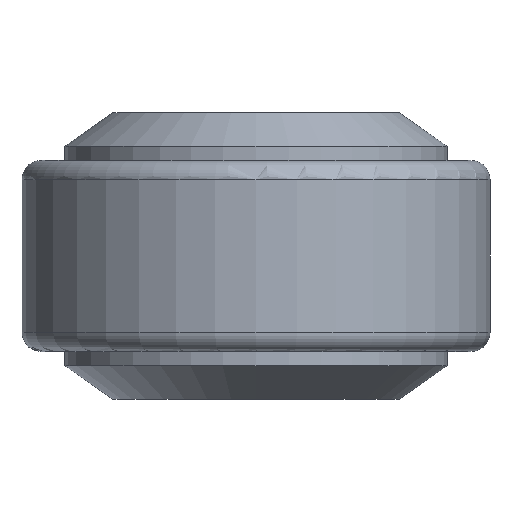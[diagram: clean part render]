
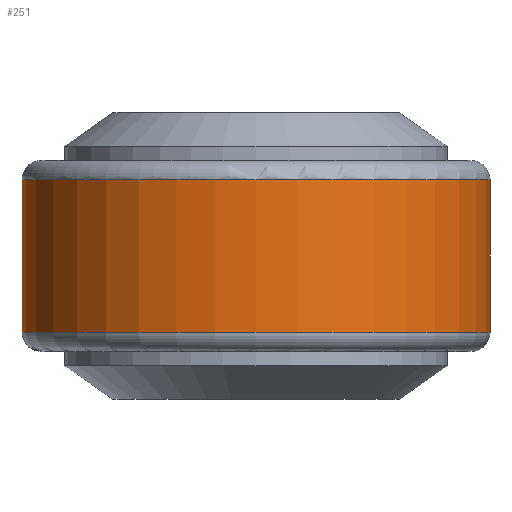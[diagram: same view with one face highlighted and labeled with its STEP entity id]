
A CAD part, front view. The second image highlights one B-rep face of the part: STEP entity #251.
In plain terms, the highlighted cylindrical face has radius 24.5 mm (diameter 49 mm), a full revolution.
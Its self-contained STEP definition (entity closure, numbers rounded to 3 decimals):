
#151=CARTESIAN_POINT('',(24.5,0.,18.));
#152=VERTEX_POINT('',#151);
#153=CARTESIAN_POINT('',(-7.571,23.301,18.));
#154=VERTEX_POINT('',#153);
#155=CARTESIAN_POINT('',(0.,0.,18.));
#156=DIRECTION('',(1.,0.,0.));
#157=DIRECTION('',(0.,0.,1.));
#158=AXIS2_PLACEMENT_3D('',#155,#157,#156);
#159=CIRCLE('',#158,24.5);
#160=EDGE_CURVE('',#152,#154,#159,.T.);
#188=CARTESIAN_POINT('',(-24.5,0.,18.));
#189=VERTEX_POINT('',#188);
#190=CARTESIAN_POINT('',(0.,0.,18.));
#191=DIRECTION('',(-0.309,0.951,0.));
#192=DIRECTION('',(0.,0.,1.));
#193=AXIS2_PLACEMENT_3D('',#190,#192,#191);
#194=CIRCLE('',#193,24.5);
#195=EDGE_CURVE('',#154,#189,#194,.T.);
#197=CARTESIAN_POINT('',(0.,0.,18.));
#198=DIRECTION('',(-1.,0.,0.));
#199=DIRECTION('',(0.,0.,1.));
#200=AXIS2_PLACEMENT_3D('',#197,#199,#198);
#201=CIRCLE('',#200,24.5);
#202=EDGE_CURVE('',#189,#152,#201,.T.);
#207=CARTESIAN_POINT('',(0.,0.,2.));
#208=DIRECTION('',(-1.,0.,0.));
#209=DIRECTION('',(0.,0.,1.));
#210=AXIS2_PLACEMENT_3D('',#207,#209,#208);
#211=CYLINDRICAL_SURFACE('',#210,24.5);
#212=CARTESIAN_POINT('',(24.5,0.,2.));
#213=VERTEX_POINT('',#212);
#214=CARTESIAN_POINT('',(7.571,23.301,2.));
#215=VERTEX_POINT('',#214);
#216=CARTESIAN_POINT('',(0.,0.,2.));
#217=DIRECTION('',(1.,0.,0.));
#218=DIRECTION('',(0.,0.,1.));
#219=AXIS2_PLACEMENT_3D('',#216,#218,#217);
#220=CIRCLE('',#219,24.5);
#221=EDGE_CURVE('',#213,#215,#220,.T.);
#222=ORIENTED_EDGE('E19',*,*,#221,.T.);
#223=CARTESIAN_POINT('',(-24.5,0.,2.));
#224=VERTEX_POINT('',#223);
#225=CARTESIAN_POINT('',(0.,0.,2.));
#226=DIRECTION('',(0.309,0.951,0.));
#227=DIRECTION('',(0.,0.,1.));
#228=AXIS2_PLACEMENT_3D('',#225,#227,#226);
#229=CIRCLE('',#228,24.5);
#230=EDGE_CURVE('',#215,#224,#229,.T.);
#231=ORIENTED_EDGE('E20',*,*,#230,.T.);
#232=CARTESIAN_POINT('',(-24.5,0.,2.));
#233=DIRECTION('',(0.,0.,1.));
#234=VECTOR('',#233,16.);
#235=LINE('',#232,#234);
#236=EDGE_CURVE('',#224,#189,#235,.T.);
#237=ORIENTED_EDGE('E21',*,*,#236,.T.);
#238=ORIENTED_EDGE('E21',*,*,#195,.F.);
#239=ORIENTED_EDGE('E21',*,*,#160,.F.);
#240=ORIENTED_EDGE('E21',*,*,#202,.F.);
#241=ORIENTED_EDGE('E21',*,*,#236,.F.);
#242=CARTESIAN_POINT('',(0.,0.,2.));
#243=DIRECTION('',(-1.,0.,0.));
#244=DIRECTION('',(-0.,0.,1.));
#245=AXIS2_PLACEMENT_3D('',#242,#244,#243);
#246=CIRCLE('',#245,24.5);
#247=EDGE_CURVE('',#224,#213,#246,.T.);
#248=ORIENTED_EDGE('E22',*,*,#247,.T.);
#249=EDGE_LOOP('',(#222,#231,#237,#238,#239,#240,#241,#248));
#250=FACE_OUTER_BOUND('',#249,.T.);
#251=ADVANCED_FACE('F6',(#250),#211,.T.);
